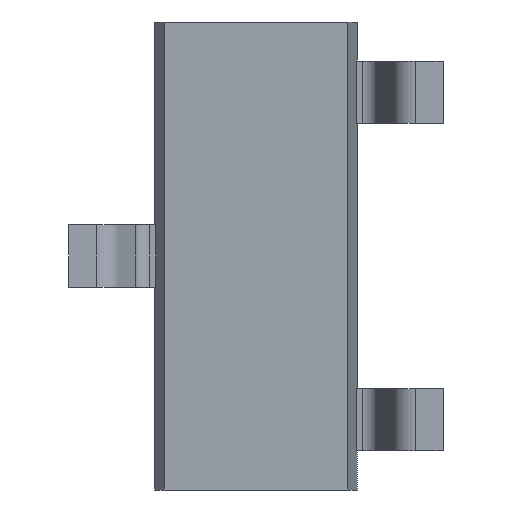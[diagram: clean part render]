
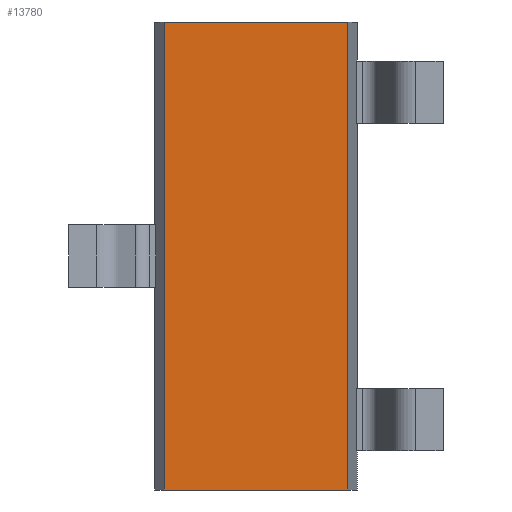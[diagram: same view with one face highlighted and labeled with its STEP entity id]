
A CAD part, front view. The second image highlights one B-rep face of the part: STEP entity #13780.
In plain terms, the highlighted planar face has unit normal (0, -1, 0).
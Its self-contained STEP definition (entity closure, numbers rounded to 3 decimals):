
#9235 = CARTESIAN_POINT ( 'NONE',  ( -0.588, -0.525, 1.5 ) ) ;
#9267 = CARTESIAN_POINT ( 'NONE',  ( 0.588, -0.525, 1.5 ) ) ;
#9268 = DIRECTION ( 'NONE',  ( -1., 0., 0. ) ) ;
#9269 = VECTOR ( 'NONE', #9268, 1000. ) ;
#9270 = CARTESIAN_POINT ( 'NONE',  ( -1.441, -0.525, 1.5 ) ) ;
#9271 = LINE ( 'NONE', #9270, #9269 ) ;
#13761 = VERTEX_POINT ( 'NONE', #18122 ) ;
#13765 = ORIENTED_EDGE ( 'NONE', *, *, #13775, .F. ) ;
#13766 = EDGE_LOOP ( 'NONE', ( #13778, #13765, #13789, #13785 ) ) ;
#13775 = EDGE_CURVE ( 'NONE', #16428, #13761, #18156, .T. ) ;
#13778 = ORIENTED_EDGE ( 'NONE', *, *, #13779, .F. ) ;
#13779 = EDGE_CURVE ( 'NONE', #13761, #13792, #18150, .T. ) ;
#13780 = ADVANCED_FACE ( 'NONE', ( #18146 ), #18190, .T. ) ;
#13785 = ORIENTED_EDGE ( 'NONE', *, *, #13796, .T. ) ;
#13789 = ORIENTED_EDGE ( 'NONE', *, *, #16427, .T. ) ;
#13792 = VERTEX_POINT ( 'NONE', #18179 ) ;
#13796 = EDGE_CURVE ( 'NONE', #16413, #13792, #18177, .T. ) ;
#16413 = VERTEX_POINT ( 'NONE', #9235 ) ;
#16427 = EDGE_CURVE ( 'NONE', #16428, #16413, #9271, .T. ) ;
#16428 = VERTEX_POINT ( 'NONE', #9267 ) ;
#18122 = CARTESIAN_POINT ( 'NONE',  ( 0.588, -0.525, -1.5 ) ) ;
#18146 = FACE_OUTER_BOUND ( 'NONE', #13766, .T. ) ;
#18147 = DIRECTION ( 'NONE',  ( -1., 0., 0. ) ) ;
#18148 = VECTOR ( 'NONE', #18147, 1000. ) ;
#18149 = CARTESIAN_POINT ( 'NONE',  ( -1.441, -0.525, -1.5 ) ) ;
#18150 = LINE ( 'NONE', #18149, #18148 ) ;
#18153 = DIRECTION ( 'NONE',  ( 0., 0., -1. ) ) ;
#18154 = VECTOR ( 'NONE', #18153, 1000. ) ;
#18155 = CARTESIAN_POINT ( 'NONE',  ( 0.588, -0.525, 1.5 ) ) ;
#18156 = LINE ( 'NONE', #18155, #18154 ) ;
#18174 = DIRECTION ( 'NONE',  ( 0., 0., -1. ) ) ;
#18175 = VECTOR ( 'NONE', #18174, 1000. ) ;
#18176 = CARTESIAN_POINT ( 'NONE',  ( -0.588, -0.525, 1.5 ) ) ;
#18177 = LINE ( 'NONE', #18176, #18175 ) ;
#18179 = CARTESIAN_POINT ( 'NONE',  ( -0.588, -0.525, -1.5 ) ) ;
#18186 = DIRECTION ( 'NONE',  ( 0., 0., -1. ) ) ;
#18187 = DIRECTION ( 'NONE',  ( 0., -1., 0. ) ) ;
#18188 = CARTESIAN_POINT ( 'NONE',  ( -1.441, -0.525, 1.5 ) ) ;
#18189 = AXIS2_PLACEMENT_3D ( 'NONE', #18188, #18187, #18186 ) ;
#18190 = PLANE ( 'NONE',  #18189 ) ;
